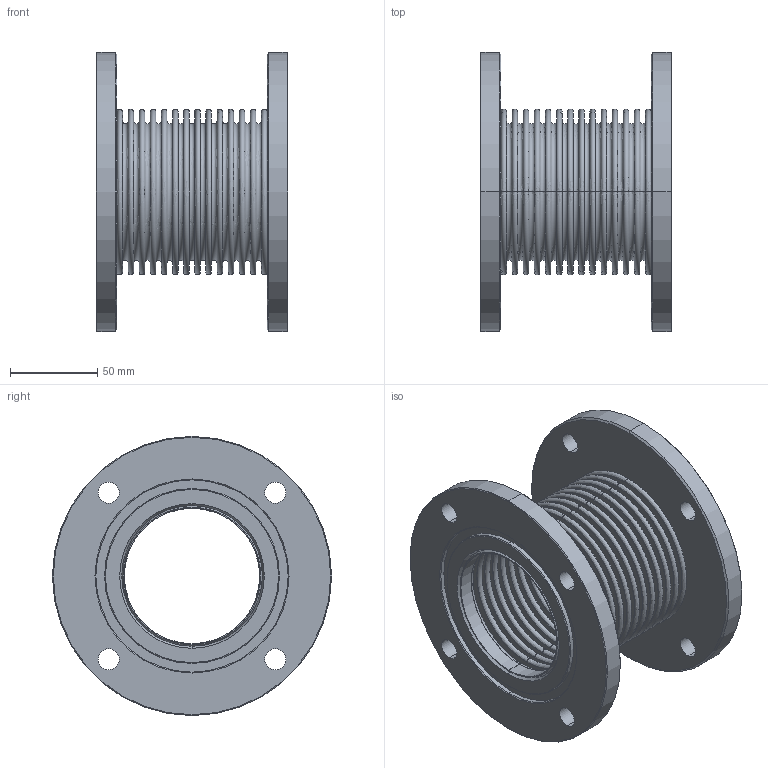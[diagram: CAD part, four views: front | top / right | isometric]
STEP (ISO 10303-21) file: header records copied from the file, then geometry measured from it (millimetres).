
FILE_DESCRIPTION( (''), '2;1');
FILE_NAME ('CAD716.5368.IF80_32690.stp','2016-11-16T14:51:12',(''),(''),'spGate 12.6.6','','');
FILE_SCHEMA (('AUTOMOTIVE_DESIGN'));
Length unit declared in the file: millimetre
Products named in the file (4): Assembly; IF80-1; IF80-2; IF80-3
Assembly tree (6 placements, depth 2):
  Assembly
    IF80-1  x2
    IF80-2  x2
    IF80-3  x2
Bounding box: 110 x 160 x 160 mm (x, y, z)
Volume: 723983.7 mm3; surface area: 497519.8 mm2
Topology: 6 solids, 6 shells, 484 faces, 1000 edges, 648 vertices
Faces by surface type: bspline 280, plane 132, cylinder 72
Entity records: 13856 total; most frequent: CARTESIAN_POINT 4865, ORIENTED_EDGE 1000, DIRECTION 874, COLOUR_RGB 745, PRESENTATION_STYLE_ASSIGNMENT 745, STYLED_ITEM 745, EDGE_CURVE 500, DRAUGHTING_PRE_DEFINED_CURVE_FONT 500
